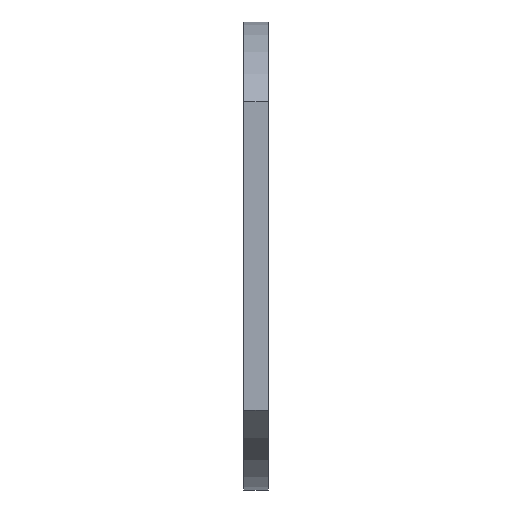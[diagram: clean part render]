
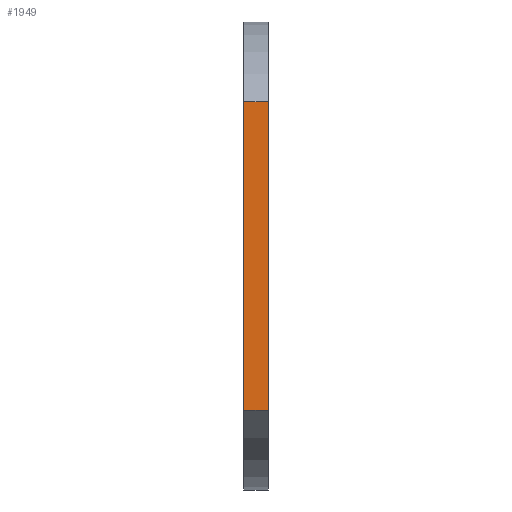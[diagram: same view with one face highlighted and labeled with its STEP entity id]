
A CAD part, left-side view. The second image highlights one B-rep face of the part: STEP entity #1949.
In plain terms, the highlighted planar face has unit normal (-1, 0, 0).
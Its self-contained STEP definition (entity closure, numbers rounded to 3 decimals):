
#21 = DIRECTION ( 'NONE',  ( 0., -1., 0. ) ) ;
#41 = CARTESIAN_POINT ( 'NONE',  ( -62., 5., -31. ) ) ;
#50 = VECTOR ( 'NONE', #506, 1000. ) ;
#281 = VECTOR ( 'NONE', #540, 1000. ) ;
#305 = CARTESIAN_POINT ( 'NONE',  ( -62., 0., -31. ) ) ;
#506 = DIRECTION ( 'NONE',  ( 0., -1., 0. ) ) ;
#535 = LINE ( 'NONE', #690, #50 ) ;
#540 = DIRECTION ( 'NONE',  ( 0., 0., 1. ) ) ;
#625 = ORIENTED_EDGE ( 'NONE', *, *, #1406, .T. ) ;
#627 = VERTEX_POINT ( 'NONE', #638 ) ;
#633 = DIRECTION ( 'NONE',  ( 0., 0., 1. ) ) ;
#638 = CARTESIAN_POINT ( 'NONE',  ( -62., 5., -31. ) ) ;
#667 = CARTESIAN_POINT ( 'NONE',  ( -62., 0., 31. ) ) ;
#677 = CARTESIAN_POINT ( 'NONE',  ( -62., 5., 0. ) ) ;
#690 = CARTESIAN_POINT ( 'NONE',  ( -62., 5., 31. ) ) ;
#717 = EDGE_LOOP ( 'NONE', ( #1679, #1855, #1221, #625 ) ) ;
#732 = VERTEX_POINT ( 'NONE', #305 ) ;
#736 = DIRECTION ( 'NONE',  ( 0., 0., -1. ) ) ;
#855 = EDGE_CURVE ( 'NONE', #627, #1843, #1755, .T. ) ;
#978 = PLANE ( 'NONE',  #980 ) ;
#980 = AXIS2_PLACEMENT_3D ( 'NONE', #1787, #1760, #736 ) ;
#1185 = VERTEX_POINT ( 'NONE', #667 ) ;
#1221 = ORIENTED_EDGE ( 'NONE', *, *, #855, .F. ) ;
#1375 = CARTESIAN_POINT ( 'NONE',  ( -62., 0., 0. ) ) ;
#1406 = EDGE_CURVE ( 'NONE', #627, #732, #1408, .T. ) ;
#1408 = LINE ( 'NONE', #41, #1435 ) ;
#1435 = VECTOR ( 'NONE', #21, 1000. ) ;
#1572 = VECTOR ( 'NONE', #633, 1000. ) ;
#1679 = ORIENTED_EDGE ( 'NONE', *, *, #1766, .T. ) ;
#1751 = FACE_OUTER_BOUND ( 'NONE', #717, .T. ) ;
#1755 = LINE ( 'NONE', #677, #281 ) ;
#1760 = DIRECTION ( 'NONE',  ( 1., 0., 0. ) ) ;
#1766 = EDGE_CURVE ( 'NONE', #732, #1185, #1842, .T. ) ;
#1787 = CARTESIAN_POINT ( 'NONE',  ( -62., 5., 0. ) ) ;
#1842 = LINE ( 'NONE', #1375, #1572 ) ;
#1843 = VERTEX_POINT ( 'NONE', #1876 ) ;
#1855 = ORIENTED_EDGE ( 'NONE', *, *, #1898, .F. ) ;
#1876 = CARTESIAN_POINT ( 'NONE',  ( -62., 5., 31. ) ) ;
#1898 = EDGE_CURVE ( 'NONE', #1843, #1185, #535, .T. ) ;
#1949 = ADVANCED_FACE ( 'NONE', ( #1751 ), #978, .F. ) ;
